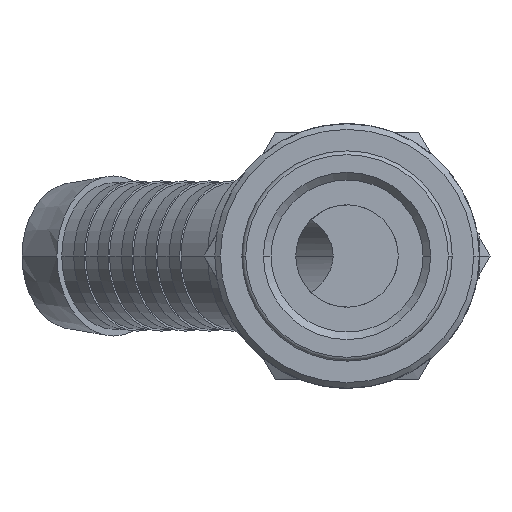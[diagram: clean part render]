
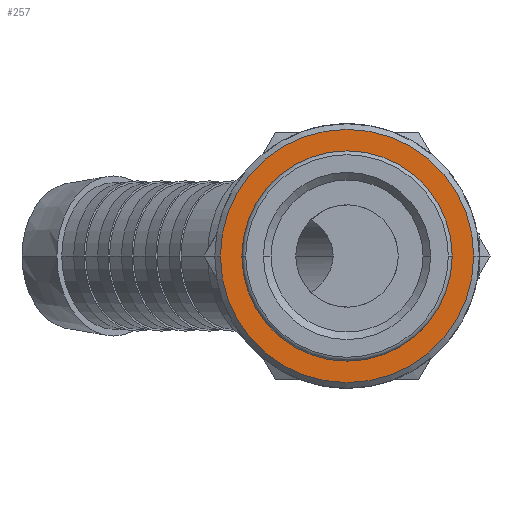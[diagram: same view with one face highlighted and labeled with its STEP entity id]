
A CAD part, front view. The second image highlights one B-rep face of the part: STEP entity #257.
In plain terms, the highlighted planar face has unit normal (0, -1, 0).
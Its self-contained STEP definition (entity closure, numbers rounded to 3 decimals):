
#257=ADVANCED_FACE('',(#573,#574),#575,.T.);
#573=FACE_BOUND('',#946,.T.);
#574=FACE_OUTER_BOUND('',#947,.T.);
#575=PLANE('',#948);
#946=EDGE_LOOP('',(#1620,#1621));
#947=EDGE_LOOP('',(#1622,#1623));
#948=AXIS2_PLACEMENT_3D('',#1624,#1625,#1626);
#1620=ORIENTED_EDGE('',*,*,#2290,.T.);
#1621=ORIENTED_EDGE('',*,*,#2379,.T.);
#1622=ORIENTED_EDGE('',*,*,#2315,.F.);
#1623=ORIENTED_EDGE('',*,*,#2353,.F.);
#1624=CARTESIAN_POINT('',(5.625,4.9,0.0));
#1625=DIRECTION('',(-0.0,-1.0,-0.0));
#1626=DIRECTION('',(-1.0,0.0,0.0));
#2290=EDGE_CURVE('',#2776,#2774,#2777,.T.);
#2315=EDGE_CURVE('',#2810,#2813,#2814,.T.);
#2353=EDGE_CURVE('',#2813,#2810,#2871,.T.);
#2379=EDGE_CURVE('',#2774,#2776,#2904,.T.);
#2774=VERTEX_POINT('',#3791);
#2776=VERTEX_POINT('',#3794);
#2777=CIRCLE('',#3795,9.0);
#2810=VERTEX_POINT('',#3834);
#2813=VERTEX_POINT('',#3838);
#2814=CIRCLE('',#3839,11.25);
#2871=CIRCLE('',#3939,11.25);
#2904=CIRCLE('',#4024,9.0);
#3791=CARTESIAN_POINT('',(9.0,4.9,0.));
#3794=CARTESIAN_POINT('',(-9.0,4.9,0.));
#3795=AXIS2_PLACEMENT_3D('',#4715,#4716,#4717);
#3834=CARTESIAN_POINT('',(11.25,4.9,0.0));
#3838=CARTESIAN_POINT('',(-11.25,4.9,0.));
#3839=AXIS2_PLACEMENT_3D('',#4758,#4759,#4760);
#3939=AXIS2_PLACEMENT_3D('',#4815,#4816,#4817);
#4024=AXIS2_PLACEMENT_3D('',#4847,#4848,#4849);
#4715=CARTESIAN_POINT('',(0.0,4.9,0.0));
#4716=DIRECTION('',(-0.0,1.0,0.0));
#4717=DIRECTION('',(1.0,0.0,0.0));
#4758=CARTESIAN_POINT('',(0.0,4.9,0.0));
#4759=DIRECTION('',(-0.0,1.0,0.0));
#4760=DIRECTION('',(1.0,0.0,0.0));
#4815=CARTESIAN_POINT('',(0.0,4.9,0.0));
#4816=DIRECTION('',(-0.0,1.0,0.0));
#4817=DIRECTION('',(1.0,0.0,0.0));
#4847=CARTESIAN_POINT('',(0.0,4.9,0.0));
#4848=DIRECTION('',(-0.0,1.0,0.0));
#4849=DIRECTION('',(1.0,0.0,0.0));
